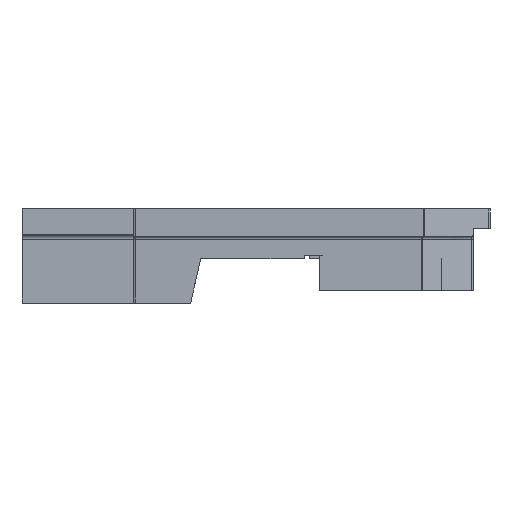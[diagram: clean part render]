
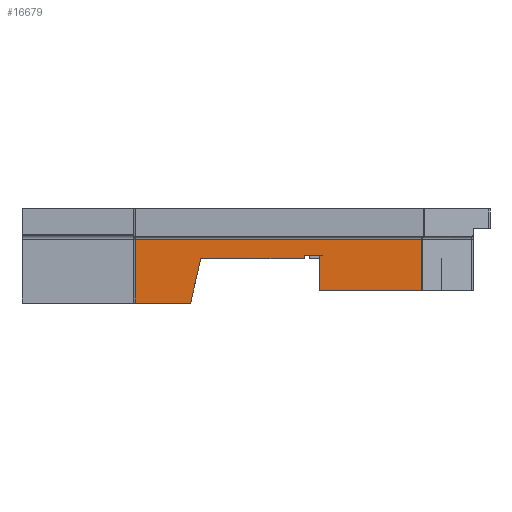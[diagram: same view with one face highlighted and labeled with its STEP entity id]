
A CAD part, left-side view. The second image highlights one B-rep face of the part: STEP entity #16679.
In plain terms, the highlighted planar face has unit normal (-1, 0, 0).
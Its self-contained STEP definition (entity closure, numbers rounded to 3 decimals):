
#1703=FACE_OUTER_BOUND('',#2617,.T.);
#2617=EDGE_LOOP('',(#11103,#11104,#11105,#11106,#11107,#11108,#11109,#11110,
#11111,#11112,#11113));
#3680=LINE('',#21536,#5199);
#3681=LINE('',#21539,#5200);
#3682=LINE('',#21541,#5201);
#3683=LINE('',#21543,#5202);
#3684=LINE('',#21545,#5203);
#3685=LINE('',#21547,#5204);
#3686=LINE('',#21549,#5205);
#3687=LINE('',#21551,#5206);
#3688=LINE('',#21553,#5207);
#3689=LINE('',#21555,#5208);
#3690=LINE('',#21556,#5209);
#5199=VECTOR('',#18442,10.);
#5200=VECTOR('',#18445,10.);
#5201=VECTOR('',#18446,10.);
#5202=VECTOR('',#18447,10.);
#5203=VECTOR('',#18448,23.019);
#5204=VECTOR('',#18449,106.944);
#5205=VECTOR('',#18450,10.);
#5206=VECTOR('',#18451,106.944);
#5207=VECTOR('',#18452,10.);
#5208=VECTOR('',#18453,10.);
#5209=VECTOR('',#18454,10.);
#6709=VERTEX_POINT('',#21530);
#6711=VERTEX_POINT('',#21534);
#6712=VERTEX_POINT('',#21538);
#6713=VERTEX_POINT('',#21540);
#6714=VERTEX_POINT('',#21542);
#6715=VERTEX_POINT('',#21544);
#6716=VERTEX_POINT('',#21546);
#6717=VERTEX_POINT('',#21548);
#6718=VERTEX_POINT('',#21550);
#6719=VERTEX_POINT('',#21552);
#6720=VERTEX_POINT('',#21554);
#8485=EDGE_CURVE('',#6709,#6711,#3680,.T.);
#8486=EDGE_CURVE('',#6711,#6712,#3681,.T.);
#8487=EDGE_CURVE('',#6712,#6713,#3682,.T.);
#8488=EDGE_CURVE('',#6713,#6714,#3683,.T.);
#8489=EDGE_CURVE('',#6714,#6715,#3684,.F.);
#8490=EDGE_CURVE('',#6715,#6716,#3685,.F.);
#8491=EDGE_CURVE('',#6716,#6717,#3686,.T.);
#8492=EDGE_CURVE('',#6718,#6717,#3687,.T.);
#8493=EDGE_CURVE('',#6718,#6719,#3688,.T.);
#8494=EDGE_CURVE('',#6719,#6720,#3689,.T.);
#8495=EDGE_CURVE('',#6709,#6720,#3690,.T.);
#11103=ORIENTED_EDGE('',*,*,#8485,.T.);
#11104=ORIENTED_EDGE('',*,*,#8486,.T.);
#11105=ORIENTED_EDGE('',*,*,#8487,.T.);
#11106=ORIENTED_EDGE('',*,*,#8488,.T.);
#11107=ORIENTED_EDGE('',*,*,#8489,.T.);
#11108=ORIENTED_EDGE('',*,*,#8490,.T.);
#11109=ORIENTED_EDGE('',*,*,#8491,.T.);
#11110=ORIENTED_EDGE('',*,*,#8492,.F.);
#11111=ORIENTED_EDGE('',*,*,#8493,.T.);
#11112=ORIENTED_EDGE('',*,*,#8494,.T.);
#11113=ORIENTED_EDGE('',*,*,#8495,.F.);
#16254=PLANE('',#17608);
#16679=ADVANCED_FACE('',(#1703),#16254,.F.);
#17608=AXIS2_PLACEMENT_3D('',#21537,#18443,#18444);
#18442=DIRECTION('',(0.,0.,1.));
#18443=DIRECTION('center_axis',(1.,0.,0.));
#18444=DIRECTION('ref_axis',(0.,0.,
1.));
#18445=DIRECTION('',(0.,-1.,0.));
#18446=DIRECTION('',(0.,0.,-1.));
#18447=DIRECTION('',(0.,-1.,0.));
#18448=DIRECTION('',(0.,0.,-1.));
#18449=DIRECTION('',(0.,-1.,0.));
#18450=DIRECTION('',(0.,0.,-1.));
#18451=DIRECTION('',(0.,1.,0.));
#18452=DIRECTION('',(0.,-0.225,0.974));
#18453=DIRECTION('',(0.,0.,1.));
#18454=DIRECTION('',(0.,1.,0.));
#21530=CARTESIAN_POINT('',(-90.487,-63.877,15.71));
#21534=CARTESIAN_POINT('',(-90.487,-63.877,16.71));
#21536=CARTESIAN_POINT('',(-90.487,-63.877,19.761));
#21537=CARTESIAN_POINT('Origin',(-90.487,0.,
23.812));
#21538=CARTESIAN_POINT('',(-90.487,-69.693,16.71));
#21539=CARTESIAN_POINT('',(-90.487,-32.939,16.71));
#21540=CARTESIAN_POINT('',(-90.487,-69.693,3.857));
#21541=CARTESIAN_POINT('',(-90.487,-69.693,13.795));
#21542=CARTESIAN_POINT('',(-90.487,-107.737,3.857));
#21543=CARTESIAN_POINT('',(-90.487,-41.493,3.857));
#21544=CARTESIAN_POINT('',(-90.487,-107.737,23.019));
#21545=CARTESIAN_POINT('',(-90.487,-107.737,23.019));
#21546=CARTESIAN_POINT('',(-90.487,-0.794,23.019));
#21547=CARTESIAN_POINT('',(-90.487,-0.794,23.019));
#21548=CARTESIAN_POINT('',(-90.487,-0.794,-0.897));
#21549=CARTESIAN_POINT('',(-90.487,-0.794,0.));
#21550=CARTESIAN_POINT('',(-90.487,-21.458,-0.897));
#21551=CARTESIAN_POINT('',(-90.487,-0.794,-0.897));
#21552=CARTESIAN_POINT('',(-90.487,-25.276,15.641));
#21553=CARTESIAN_POINT('',(-90.487,-16.645,-21.743));
#21554=CARTESIAN_POINT('',(-90.487,-25.276,15.71));
#21555=CARTESIAN_POINT('',(-90.487,-25.276,19.607));
#21556=CARTESIAN_POINT('',(-90.487,-13.638,15.71));
